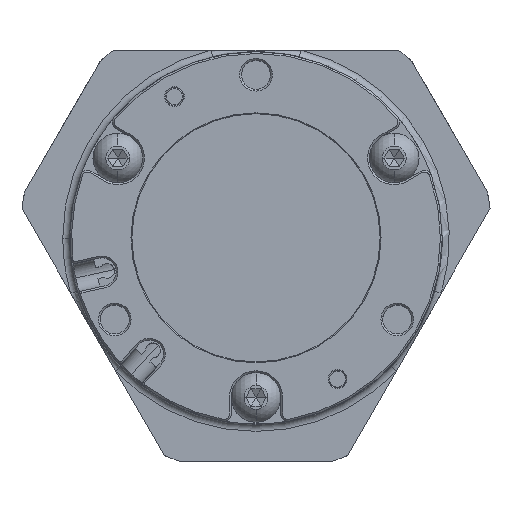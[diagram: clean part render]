
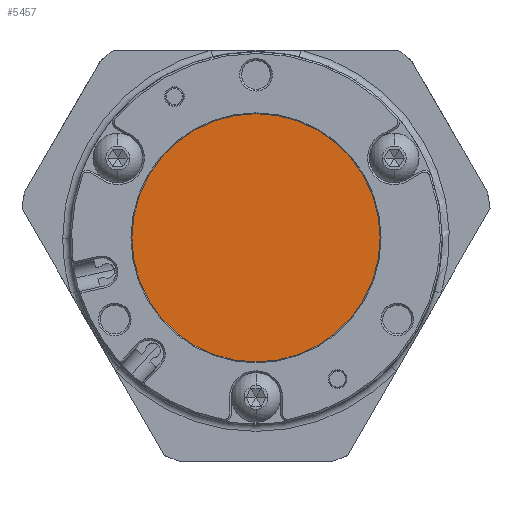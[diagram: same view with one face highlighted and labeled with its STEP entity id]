
A CAD part, top view. The second image highlights one B-rep face of the part: STEP entity #5457.
In plain terms, the highlighted planar face has unit normal (0, 0, 1).
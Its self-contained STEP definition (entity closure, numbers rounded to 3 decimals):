
#5457 = ADVANCED_FACE ( 'NONE', ( #79547 ), #53799, .T. ) ;
#8689 = ORIENTED_EDGE ( 'NONE', *, *, #75911, .T. ) ;
#10858 = DIRECTION ( 'NONE',  ( 0., 0., 1. ) ) ;
#20918 = CARTESIAN_POINT ( 'NONE',  ( 0., 0., 8. ) ) ;
#23356 = CARTESIAN_POINT ( 'NONE',  ( 0., 0., 8. ) ) ;
#27572 = DIRECTION ( 'NONE',  ( 1., 0., 0. ) ) ;
#28242 = EDGE_LOOP ( 'NONE', ( #8689, #84583 ) ) ;
#30016 = DIRECTION ( 'NONE',  ( 1., 0., 0. ) ) ;
#32990 = VERTEX_POINT ( 'NONE', #53499 ) ;
#46934 = AXIS2_PLACEMENT_3D ( 'NONE', #50350, #10858, #56998 ) ;
#50350 = CARTESIAN_POINT ( 'NONE',  ( 0., 0., 8. ) ) ;
#52405 = AXIS2_PLACEMENT_3D ( 'NONE', #20918, #67024, #27572 ) ;
#53499 = CARTESIAN_POINT ( 'NONE',  ( -35., 0., 8. ) ) ;
#53799 = PLANE ( 'NONE',  #52405 ) ;
#56998 = DIRECTION ( 'NONE',  ( 1., 0., 0. ) ) ;
#65797 = CIRCLE ( 'NONE', #46934, 35. ) ;
#67024 = DIRECTION ( 'NONE',  ( 0., 0., 1. ) ) ;
#69455 = DIRECTION ( 'NONE',  ( 0., 0., 1. ) ) ;
#70171 = CIRCLE ( 'NONE', #72265, 35. ) ;
#72024 = VERTEX_POINT ( 'NONE', #79427 ) ;
#72265 = AXIS2_PLACEMENT_3D ( 'NONE', #23356, #69455, #30016 ) ;
#75911 = EDGE_CURVE ( 'NONE', #72024, #32990, #65797, .T. ) ;
#79427 = CARTESIAN_POINT ( 'NONE',  ( 35., 0., 8. ) ) ;
#79547 = FACE_OUTER_BOUND ( 'NONE', #28242, .T. ) ;
#84583 = ORIENTED_EDGE ( 'NONE', *, *, #85074, .T. ) ;
#85074 = EDGE_CURVE ( 'NONE', #32990, #72024, #70171, .T. ) ;
